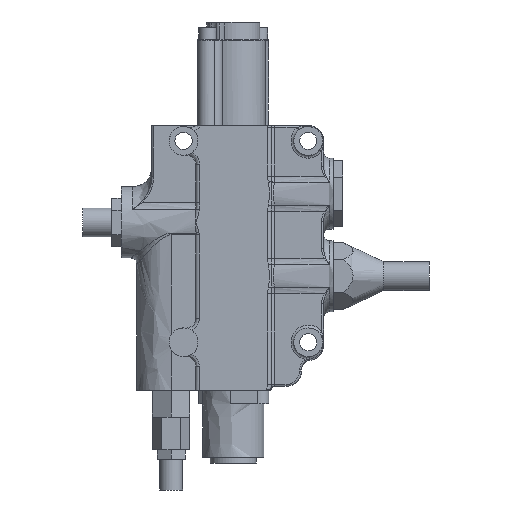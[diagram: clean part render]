
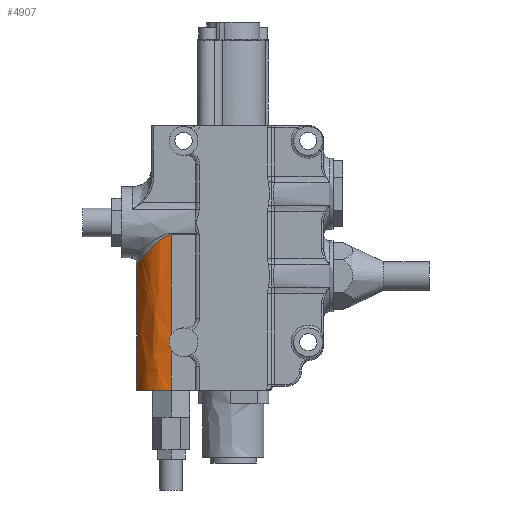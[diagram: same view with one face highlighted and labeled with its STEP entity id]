
A CAD part, front view. The second image highlights one B-rep face of the part: STEP entity #4907.
In plain terms, the highlighted free-form (B-spline) face has degree [2, 1] with [3, 2] control points.
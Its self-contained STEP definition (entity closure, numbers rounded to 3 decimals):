
#4648 = VERTEX_POINT('',#4649);
#4649 = CARTESIAN_POINT('',(14.499,-47.846,0.));
#4654 = EDGE_CURVE('',#4648,#4655,#4657,.T.);
#4655 = VERTEX_POINT('',#4656);
#4656 = CARTESIAN_POINT('',(-11.599,-21.748,0.));
#4657 = ( BOUNDED_CURVE() B_SPLINE_CURVE(2,(#4658,#4659,#4660),
.UNSPECIFIED.,.F.,.F.) B_SPLINE_CURVE_WITH_KNOTS((3,3),(0.,
1.571),.PIECEWISE_BEZIER_KNOTS.) CURVE() 
GEOMETRIC_REPRESENTATION_ITEM() RATIONAL_B_SPLINE_CURVE((1.,
0.707,1.)) REPRESENTATION_ITEM('') );
#4658 = CARTESIAN_POINT('',(14.499,-47.846,
    0.));
#4659 = CARTESIAN_POINT('',(-11.599,-47.846,
    0.));
#4660 = CARTESIAN_POINT('',(-11.599,-21.748,
    0.));
#4907 = ADVANCED_FACE('',(#4908),#4966,.T.);
#4908 = FACE_BOUND('',#4909,.T.);
#4909 = EDGE_LOOP('',(#4910,#4935,#4940,#4941,#4948,#4961));
#4910 = ORIENTED_EDGE('',*,*,#4911,.T.);
#4911 = EDGE_CURVE('',#4912,#4914,#4916,.T.);
#4912 = VERTEX_POINT('',#4913);
#4913 = CARTESIAN_POINT('',(14.499,-47.846,
    117.468));
#4914 = VERTEX_POINT('',#4915);
#4915 = CARTESIAN_POINT('',(-11.599,-21.748,
    95.7));
#4916 = B_SPLINE_CURVE_WITH_KNOTS('',3,(#4917,#4918,#4919,#4920,#4921,
    #4922,#4923,#4924,#4925,#4926,#4927,#4928,#4929,#4930,#4931,#4932,
    #4933,#4934),.UNSPECIFIED.,.F.,.F.,(4,2,2,2,2,2,2,2,4),(0.,0.125,
    0.25,0.375,0.5,0.625,0.75,0.875,1.),.UNSPECIFIED.);
#4917 = CARTESIAN_POINT('',(14.499,-47.846,
    117.468));
#4918 = CARTESIAN_POINT('',(12.486,-47.846,
    117.468));
#4919 = CARTESIAN_POINT('',(10.624,-47.611,
    116.578));
#4920 = CARTESIAN_POINT('',(7.358,-46.906,
    114.471));
#4921 = CARTESIAN_POINT('',(5.869,-46.425,
    113.221));
#4922 = CARTESIAN_POINT('',(3.063,-45.256,
    110.715));
#4923 = CARTESIAN_POINT('',(1.74,-44.564,
    109.437));
#4924 = CARTESIAN_POINT('',(-0.806,-42.941,
    106.909));
#4925 = CARTESIAN_POINT('',(-2.035,-42.001,
    105.648));
#4926 = CARTESIAN_POINT('',(-4.34,-39.876,
    103.253));
#4927 = CARTESIAN_POINT('',(-5.42,-38.693,
    102.114));
#4928 = CARTESIAN_POINT('',(-7.413,-36.022,
    100.002));
#4929 = CARTESIAN_POINT('',(-8.329,-34.523,
    99.027));
#4930 = CARTESIAN_POINT('',(-9.862,-31.28,
    97.405));
#4931 = CARTESIAN_POINT('',(-10.499,-29.489,
    96.736));
#4932 = CARTESIAN_POINT('',(-11.365,-25.731,
    95.859));
#4933 = CARTESIAN_POINT('',(-11.599,-23.747,
    95.646));
#4934 = CARTESIAN_POINT('',(-11.599,-21.748,
    95.7));
#4935 = ORIENTED_EDGE('',*,*,#4936,.T.);
#4936 = EDGE_CURVE('',#4914,#4655,#4937,.T.);
#4937 = B_SPLINE_CURVE_WITH_KNOTS('',1,(#4938,#4939),.UNSPECIFIED.,.F.,
  .F.,(2,2),(0.,66.006),.PIECEWISE_BEZIER_KNOTS.);
#4938 = CARTESIAN_POINT('',(-11.599,-21.748,
    95.7));
#4939 = CARTESIAN_POINT('',(-11.599,-21.748,0.));
#4940 = ORIENTED_EDGE('',*,*,#4654,.F.);
#4941 = ORIENTED_EDGE('',*,*,#4942,.F.);
#4942 = EDGE_CURVE('',#4943,#4648,#4945,.T.);
#4943 = VERTEX_POINT('',#4944);
#4944 = CARTESIAN_POINT('',(14.499,-47.846,
    30.822));
#4945 = B_SPLINE_CURVE_WITH_KNOTS('',1,(#4946,#4947),.UNSPECIFIED.,.F.,
  .F.,(2,2),(0.,21.258),.PIECEWISE_BEZIER_KNOTS.);
#4946 = CARTESIAN_POINT('',(14.499,-47.846,
    30.822));
#4947 = CARTESIAN_POINT('',(14.499,-47.846,0.));
#4948 = ORIENTED_EDGE('',*,*,#4949,.T.);
#4949 = EDGE_CURVE('',#4943,#4950,#4952,.T.);
#4950 = VERTEX_POINT('',#4951);
#4951 = CARTESIAN_POINT('',(14.499,-47.846,
    41.672));
#4952 = B_SPLINE_CURVE_WITH_KNOTS('',3,(#4953,#4954,#4955,#4956,#4957,
    #4958,#4959,#4960),.UNSPECIFIED.,.F.,.F.,(4,2,2,4),(0.,0.5,0.75,1.),
  .UNSPECIFIED.);
#4953 = CARTESIAN_POINT('',(14.499,-47.846,
    30.822));
#4954 = CARTESIAN_POINT('',(13.544,-47.846,
    32.48));
#4955 = CARTESIAN_POINT('',(13.048,-47.806,
    34.364));
#4956 = CARTESIAN_POINT('',(13.049,-47.806,
    37.193));
#4957 = CARTESIAN_POINT('',(13.176,-47.814,
    38.151));
#4958 = CARTESIAN_POINT('',(13.664,-47.834,
    39.972));
#4959 = CARTESIAN_POINT('',(14.022,-47.846,
    40.843));
#4960 = CARTESIAN_POINT('',(14.499,-47.846,
    41.672));
#4961 = ORIENTED_EDGE('',*,*,#4962,.F.);
#4962 = EDGE_CURVE('',#4912,#4950,#4963,.T.);
#4963 = B_SPLINE_CURVE_WITH_KNOTS('',1,(#4964,#4965),.UNSPECIFIED.,.F.,
  .F.,(2,2),(0.,52.278),.PIECEWISE_BEZIER_KNOTS.);
#4964 = CARTESIAN_POINT('',(14.499,-47.846,
    117.468));
#4965 = CARTESIAN_POINT('',(14.499,-47.846,
    41.672));
#4966 = ( BOUNDED_SURFACE() B_SPLINE_SURFACE(2,1,(
    (#4967,#4968)
    ,(#4969,#4970)
    ,(#4971,#4972
)),.UNSPECIFIED.,.F.,.F.,.F.) B_SPLINE_SURFACE_WITH_KNOTS((3,3),(2,2),(
    0.,1.571),(0.,81.019),.PIECEWISE_BEZIER_KNOTS.) 
GEOMETRIC_REPRESENTATION_ITEM() RATIONAL_B_SPLINE_SURFACE((
    (1.,1.)
    ,(0.707,0.707)
,(1.,1.))) REPRESENTATION_ITEM('') SURFACE() );
#4967 = CARTESIAN_POINT('',(-11.599,-21.748,0.));
#4968 = CARTESIAN_POINT('',(-11.599,-21.748,
    117.468));
#4969 = CARTESIAN_POINT('',(-11.599,-47.846,0.));
#4970 = CARTESIAN_POINT('',(-11.599,-47.846,
    117.468));
#4971 = CARTESIAN_POINT('',(14.499,-47.846,0.));
#4972 = CARTESIAN_POINT('',(14.499,-47.846,
    117.468));
